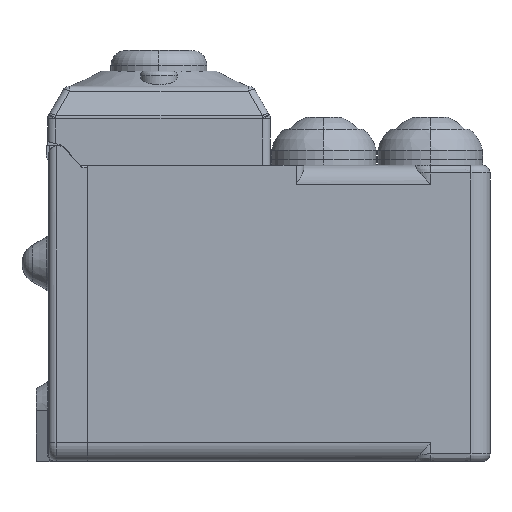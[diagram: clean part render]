
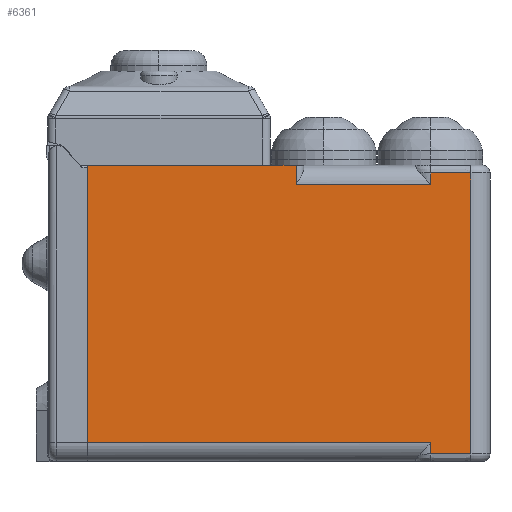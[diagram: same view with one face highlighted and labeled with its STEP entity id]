
A CAD part, left-side view. The second image highlights one B-rep face of the part: STEP entity #6361.
In plain terms, the highlighted planar face has unit normal (-1, 0, 0).
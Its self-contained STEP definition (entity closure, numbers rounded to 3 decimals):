
#670=DIRECTION('',(0.,1.,0.));
#671=VECTOR('',#670,34.84);
#672=CARTESIAN_POINT('',(-22.225,32.39,24.725));
#673=LINE('',#672,#671);
#960=DIRECTION('',(0.,0.,1.));
#961=VECTOR('',#960,46.27);
#962=CARTESIAN_POINT('',(-22.225,67.23,-21.545));
#963=LINE('',#962,#961);
#964=DIRECTION('',(0.,0.,1.));
#965=VECTOR('',#964,3.18);
#966=CARTESIAN_POINT('',(-22.225,32.39,21.545));
#967=LINE('',#966,#965);
#968=DIRECTION('',(0.,0.,-1.));
#969=VECTOR('',#968,1.91);
#970=CARTESIAN_POINT('',(-22.225,9.91,23.455));
#971=LINE('',#970,#969);
#972=CARTESIAN_POINT('',(-22.225,9.91,23.455));
#973=CARTESIAN_POINT('',(-22.225,9.707,23.454));
#974=CARTESIAN_POINT('',(-22.225,9.283,23.456));
#975=CARTESIAN_POINT('',(-22.225,8.588,23.455));
#976=CARTESIAN_POINT('',(-22.225,7.842,23.455));
#977=CARTESIAN_POINT('',(-22.225,7.04,23.455));
#978=CARTESIAN_POINT('',(-22.225,6.178,23.455));
#979=CARTESIAN_POINT('',(-22.225,5.253,23.455));
#980=CARTESIAN_POINT('',(-22.225,4.26,23.455));
#981=CARTESIAN_POINT('',(-22.225,3.548,23.455));
#982=CARTESIAN_POINT('',(-22.225,3.18,23.455));
#984=DIRECTION('',(0.,0.,-1.));
#985=VECTOR('',#984,46.91);
#986=CARTESIAN_POINT('',(-22.225,3.18,23.455));
#987=LINE('',#986,#985);
#988=CARTESIAN_POINT('',(-22.225,3.18,-23.455));
#989=CARTESIAN_POINT('',(-22.225,3.548,-23.455));
#990=CARTESIAN_POINT('',(-22.225,4.26,-23.455));
#991=CARTESIAN_POINT('',(-22.225,5.252,-23.455));
#992=CARTESIAN_POINT('',(-22.225,6.177,-23.455));
#993=CARTESIAN_POINT('',(-22.225,7.038,-23.455));
#994=CARTESIAN_POINT('',(-22.225,7.84,-23.455));
#995=CARTESIAN_POINT('',(-22.225,8.587,-23.455));
#996=CARTESIAN_POINT('',(-22.225,9.28,-23.456));
#997=CARTESIAN_POINT('',(-22.225,9.706,-23.453));
#998=CARTESIAN_POINT('',(-22.225,9.91,-23.455));
#1000=DIRECTION('',(0.,0.,-1.));
#1001=VECTOR('',#1000,1.91);
#1002=CARTESIAN_POINT('',(-22.225,9.91,-21.545));
#1003=LINE('',#1002,#1001);
#1458=DIRECTION('',(0.,-1.,0.));
#1459=VECTOR('',#1458,57.32);
#1460=CARTESIAN_POINT('',(-22.225,67.23,-21.545));
#1461=LINE('',#1460,#1459);
#1473=CARTESIAN_POINT('',(-22.225,9.91,-21.545));
#1542=DIRECTION('',(0.,1.,0.));
#1543=VECTOR('',#1542,22.48);
#1544=CARTESIAN_POINT('',(-22.225,9.91,21.545));
#1545=LINE('',#1544,#1543);
#4866=CARTESIAN_POINT('',(-22.225,67.23,-21.545));
#4867=CARTESIAN_POINT('',(-22.225,67.23,24.725));
#4868=VERTEX_POINT('',#4866);
#4869=VERTEX_POINT('',#4867);
#4986=CARTESIAN_POINT('',(-22.225,3.18,23.455));
#4987=VERTEX_POINT('',#4986);
#4989=VERTEX_POINT('',#972);
#4992=VERTEX_POINT('',#988);
#4993=VERTEX_POINT('',#998);
#5012=CARTESIAN_POINT('',(-22.225,9.91,21.545));
#5013=VERTEX_POINT('',#5012);
#5019=VERTEX_POINT('',#1473);
#5080=CARTESIAN_POINT('',(-22.225,32.39,24.725));
#5082=VERTEX_POINT('',#5080);
#5086=CARTESIAN_POINT('',(-22.225,32.39,21.545));
#5087=VERTEX_POINT('',#5086);
#6336=CARTESIAN_POINT('',(-22.225,0.,-24.725));
#6337=DIRECTION('',(-1.,0.,0.));
#6338=DIRECTION('',(0.,0.,1.));
#6339=AXIS2_PLACEMENT_3D('',#6336,#6337,#6338);
#6340=PLANE('',#6339);
#6341=ORIENTED_EDGE('',*,*,#6313,.T.);
#6342=ORIENTED_EDGE('',*,*,#6103,.F.);
#6344=ORIENTED_EDGE('',*,*,#6343,.F.);
#6346=ORIENTED_EDGE('',*,*,#6345,.F.);
#6348=ORIENTED_EDGE('',*,*,#6347,.F.);
#6350=ORIENTED_EDGE('',*,*,#6349,.T.);
#6352=ORIENTED_EDGE('',*,*,#6351,.T.);
#6354=ORIENTED_EDGE('',*,*,#6353,.T.);
#6356=ORIENTED_EDGE('',*,*,#6355,.F.);
#6358=ORIENTED_EDGE('',*,*,#6357,.F.);
#6359=EDGE_LOOP('',(#6341,#6342,#6344,#6346,#6348,#6350,#6352,#6354,#6356,
#6358));
#6360=FACE_OUTER_BOUND('',#6359,.F.);
#6361=ADVANCED_FACE('',(#6360),#6340,.T.);
#983=B_SPLINE_CURVE_WITH_KNOTS('',3,(#972,#973,#974,#975,#976,#977,#978,#979,
#980,#981,#982),.UNSPECIFIED.,.F.,.F.,(4,1,1,1,1,1,1,1,4),(0.,0.125,0.25,
0.375,0.5,0.625,0.75,0.875,1.),.UNSPECIFIED.);
#999=B_SPLINE_CURVE_WITH_KNOTS('',3,(#988,#989,#990,#991,#992,#993,#994,#995,
#996,#997,#998),.UNSPECIFIED.,.F.,.F.,(4,1,1,1,1,1,1,1,4),(0.,0.125,0.25,
0.375,0.5,0.625,0.75,0.875,1.),.UNSPECIFIED.);
#6103=EDGE_CURVE('',#5082,#4869,#673,.T.);
#6313=EDGE_CURVE('',#4868,#4869,#963,.T.);
#6343=EDGE_CURVE('',#5087,#5082,#967,.T.);
#6345=EDGE_CURVE('',#5013,#5087,#1545,.T.);
#6347=EDGE_CURVE('',#4989,#5013,#971,.T.);
#6349=EDGE_CURVE('',#4989,#4987,#983,.T.);
#6351=EDGE_CURVE('',#4987,#4992,#987,.T.);
#6353=EDGE_CURVE('',#4992,#4993,#999,.T.);
#6355=EDGE_CURVE('',#5019,#4993,#1003,.T.);
#6357=EDGE_CURVE('',#4868,#5019,#1461,.T.);
